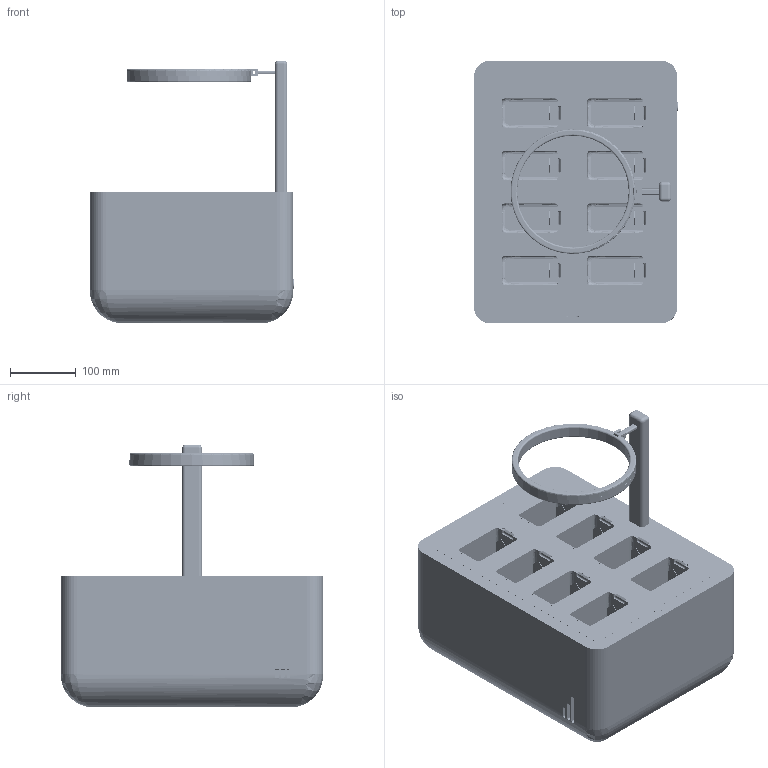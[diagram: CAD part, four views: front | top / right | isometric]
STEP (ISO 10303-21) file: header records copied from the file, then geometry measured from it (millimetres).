
FILE_DESCRIPTION(/* description */ (''),/* implementation_level */ '2;1');
FILE_NAME(/* name */ 'xsdfghj v27.step',/* time_stamp */ '2022-11-13T21:19:17+01:00',/* author */ (''),/* organization */ (''),/* preprocessor_version */ 'ST-DEVELOPER v19.2',/* originating_system */ 'Autodesk Translation Framework v11.17.0.187',/* authorisation */ '');
FILE_SCHEMA (('AUTOMOTIVE_DESIGN { 1 0 10303 214 3 1 1 }'));
Products named in the file (21): xsdfghj; bras de la lampes; lampes; bas; haut; couvercle; lampes_1; socle; Power button; CPU Heatsink; Module peltier; pots de fleur; Capacative Soil Moisture Sensor v1.2; Batterie; 16500; Chassis; Pile1; Pile3; Pile2; Pile4; Composant7
Assembly tree (54 placements, depth 3):
  xsdfghj
    bras de la lampes
    lampes
      bas
      haut
    couvercle
    lampes_1
    socle
    Power button
    CPU Heatsink  x2
    Module peltier
    pots de fleur  x8
    Capacative Soil Moisture Sensor v1.2  x8
    Batterie
      16500
      Chassis
      Pile1  x5
      Pile2  x5
      Pile3  x4
      Pile4  x9
      Composant7
Bounding box: 311.24 x 400 x 400 mm (x, y, z)
Volume: 9297252 mm3; surface area: 2189196.4 mm2
Topology: 260 solids, 260 shells, 7613 faces, 20213 edges, 13129 vertices
Faces by surface type: plane 5087, cylinder 1321, bspline 882, torus 311, cone 8, sphere 4
Full cylindrical faces by diameter (mm): 3 x8, 3.332 x4, 4 x21, 6 x265, 7.2 x256, 9.18 x24, 11.005 x48, 12 x96, 14.5 x1, 15 x1, 170 x2, 174.089 x1, 185.332 x1, 190 x1
Entity records: 118456 total; most frequent: CARTESIAN_POINT 32336, ORIENTED_EDGE 18512, DIRECTION 16197, EDGE_CURVE 9256, LINE 6545, VECTOR 6545, VERTEX_POINT 6020, AXIS2_PLACEMENT_3D 4826
